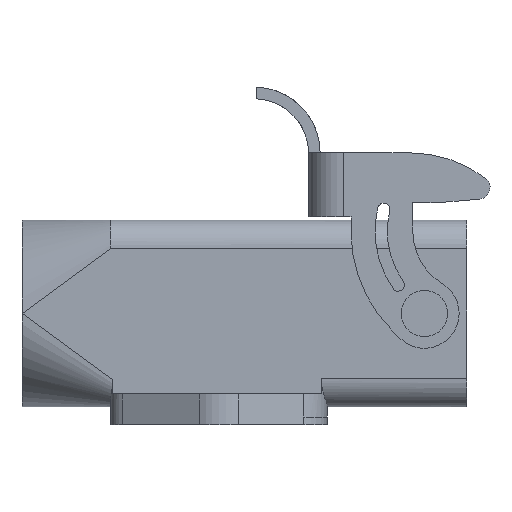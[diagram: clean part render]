
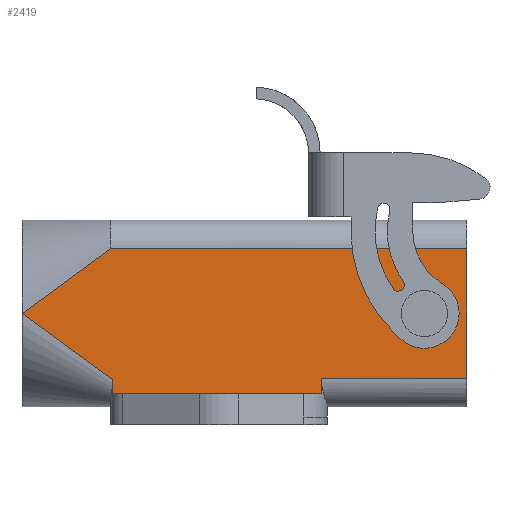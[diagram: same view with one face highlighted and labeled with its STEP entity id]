
A CAD part, left-side view. The second image highlights one B-rep face of the part: STEP entity #2419.
In plain terms, the highlighted planar face has unit normal (-1, 0, 0).
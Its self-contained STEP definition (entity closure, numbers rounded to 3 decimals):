
#1611=CIRCLE('',#9198,2.4);
#1750=FACE_BOUND('',#3154,.T.);
#1751=FACE_BOUND('',#3155,.T.);
#2057=PLANE('',#9353);
#2419=ADVANCED_FACE('',(#1750,#1751),#2057,.T.);
#3154=EDGE_LOOP('',(#4967));
#3155=EDGE_LOOP('',(#4968,#4969,#4970,#4971,#4972,#4973,#4974,#4975));
#4967=ORIENTED_EDGE('',*,*,#6674,.T.);
#4968=ORIENTED_EDGE('',*,*,#6906,.T.);
#4969=ORIENTED_EDGE('',*,*,#6904,.T.);
#4970=ORIENTED_EDGE('',*,*,#6859,.T.);
#4971=ORIENTED_EDGE('',*,*,#6843,.T.);
#4972=ORIENTED_EDGE('',*,*,#6907,.T.);
#4973=ORIENTED_EDGE('',*,*,#6869,.T.);
#4974=ORIENTED_EDGE('',*,*,#6894,.T.);
#4975=ORIENTED_EDGE('',*,*,#6896,.T.);
#5753=VERTEX_POINT('',#12751);
#5869=VERTEX_POINT('',#13271);
#5870=VERTEX_POINT('',#13272);
#5880=VERTEX_POINT('',#13309);
#5888=VERTEX_POINT('',#13368);
#5889=VERTEX_POINT('',#13378);
#5901=VERTEX_POINT('',#13473);
#5903=VERTEX_POINT('',#13478);
#5907=VERTEX_POINT('',#13495);
#6674=EDGE_CURVE('',#5753,#5753,#1611,.T.);
#6843=EDGE_CURVE('',#5869,#5870,#7731,.T.);
#6859=EDGE_CURVE('',#5880,#5869,#7740,.T.);
#6869=EDGE_CURVE('',#5888,#5889,#7745,.T.);
#6894=EDGE_CURVE('',#5889,#5901,#7762,.T.);
#6896=EDGE_CURVE('',#5901,#5903,#7763,.T.);
#6904=EDGE_CURVE('',#5907,#5880,#7769,.T.);
#6906=EDGE_CURVE('',#5903,#5907,#7770,.T.);
#6907=EDGE_CURVE('',#5870,#5888,#7771,.T.);
#7731=LINE('',#13270,#8583);
#7740=LINE('',#13315,#8592);
#7745=LINE('',#13377,#8597);
#7762=LINE('',#13474,#8614);
#7763=LINE('',#13479,#8615);
#7769=LINE('',#13494,#8621);
#7770=LINE('',#13507,#8622);
#7771=LINE('',#13509,#8623);
#8583=VECTOR('',#10993,1.);
#8592=VECTOR('',#11018,1.);
#8597=VECTOR('',#11029,1.);
#8614=VECTOR('',#11072,1.);
#8615=VECTOR('',#11077,1.);
#8621=VECTOR('',#11095,1.);
#8622=VECTOR('',#11098,1.);
#8623=VECTOR('',#11101,1.);
#9198=AXIS2_PLACEMENT_3D('',#12750,#10664,#10665);
#9353=AXIS2_PLACEMENT_3D('',#13510,#11102,#11103);
#10664=DIRECTION('',(1.,0.,0.));
#10665=DIRECTION('',(0.,0.,1.));
#10993=DIRECTION('',(0.,1.,0.));
#11018=DIRECTION('',(0.,0.,1.));
#11029=DIRECTION('',(0.,-0.808,-0.59));
#11072=DIRECTION('',(0.,0.,-1.));
#11077=DIRECTION('',(0.,-1.,0.));
#11095=DIRECTION('',(0.,-1.,0.));
#11098=DIRECTION('',(0.,0.,1.));
#11101=DIRECTION('',(0.,0.808,-0.59));
#11102=DIRECTION('',(-1.,0.,0.));
#11103=DIRECTION('',(0.,0.,-1.));
#12750=CARTESIAN_POINT('',(-12.1,5.5,0.));
#12751=CARTESIAN_POINT('',(-12.1,5.5,2.4));
#13270=CARTESIAN_POINT('',(-12.1,0.,8.4));
#13271=CARTESIAN_POINT('',(-12.1,0.,8.4));
#13272=CARTESIAN_POINT('',(-12.1,46.1,8.4));
#13309=CARTESIAN_POINT('',(-12.1,0.,-8.4));
#13315=CARTESIAN_POINT('',(-12.1,0.,-8.4));
#13368=CARTESIAN_POINT('',(-12.1,57.6,0.));
#13377=CARTESIAN_POINT('',(-12.1,57.6,0.));
#13378=CARTESIAN_POINT('',(-12.1,45.874,-8.565));
#13473=CARTESIAN_POINT('',(-12.1,45.874,-10.4));
#13474=CARTESIAN_POINT('',(-12.1,45.874,-8.565));
#13478=CARTESIAN_POINT('',(-12.1,18.833,-10.4));
#13479=CARTESIAN_POINT('',(-12.1,45.874,-10.4));
#13494=CARTESIAN_POINT('',(-12.1,18.833,-8.4));
#13495=CARTESIAN_POINT('',(-12.1,18.833,-8.4));
#13507=CARTESIAN_POINT('',(-12.1,18.833,-10.4));
#13509=CARTESIAN_POINT('',(-12.1,46.1,8.4));
#13510=CARTESIAN_POINT('',(-12.1,57.83,8.7));
